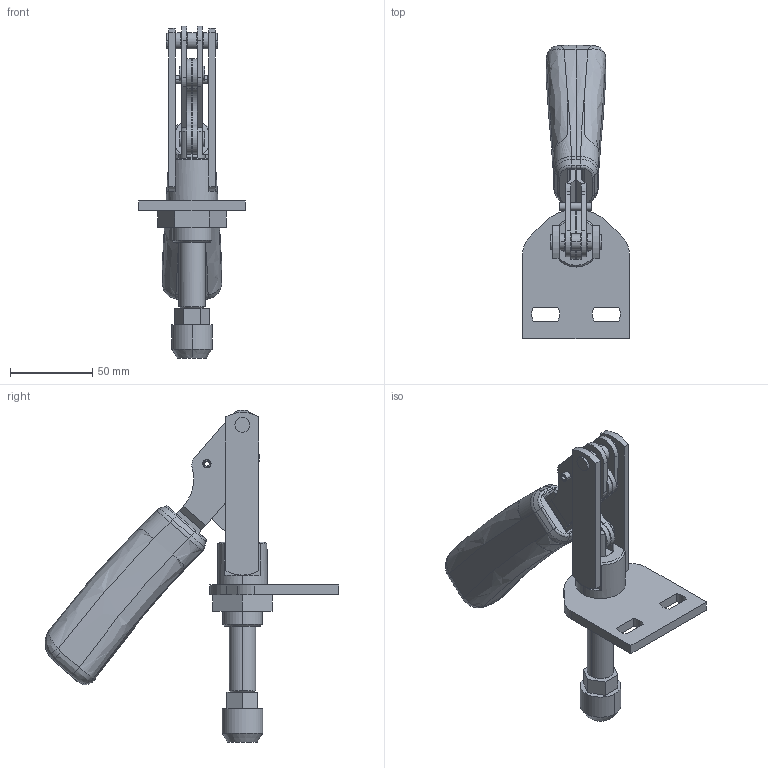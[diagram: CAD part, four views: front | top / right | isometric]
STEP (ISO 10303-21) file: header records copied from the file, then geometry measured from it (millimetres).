
FILE_DESCRIPTION (( 'STEP AP214' ), '1' );
FILE_NAME ('M60-5.STEP', '2023-08-26T07:07:52', ( '' ), ( '' ), 'SwSTEP 2.0', 'SolidWorks 2015', '' );
FILE_SCHEMA (( 'AUTOMOTIVE_DESIGN' ));
Length unit declared in the file: millimetre
Products named in the file (20): 841-5-16 percin; 841-5-3 lama_2; 841-5-8 kol; 841-5-17 percin; 841-5-13 halka; 841-5-7 kol; M60D-5; 841-5-6 somun; 841-5-18 percin; 841-5-4  baski ayi; 841-5-15 yarikli pim; 841-5-12 somun; 841-5-14 halka; 841-5-3 lama; 841-5-10 lastik; 5; 841-5-2 govde; 841-5-1 mil; M60-5; 841-5-9 civata
Assembly tree (21 placements, depth 2):
  M60-5
    841-5-2 govde
    841-5-1 mil
    841-5-3 lama
    841-5-3 lama_2
    841-5-4  baski ayi  x2
    841-5-7 kol
    841-5-8 kol
    841-5-13 halka
    841-5-14 halka  x2
    841-5-10 lastik
    841-5-15 yarikli pim
    841-5-9 civata
    841-5-12 somun
    841-5-6 somun
    841-5-16 percin
    841-5-17 percin
    841-5-18 percin
    5
    M60D-5
Bounding box: 65 x 178.8 x 202.09 mm (x, y, z)
Volume: 246310.7 mm3; surface area: 88896.1 mm2
Topology: 21 solids, 21 shells, 475 faces, 1167 edges, 755 vertices
Faces by surface type: plane 219, bspline 114, cylinder 112, cone 30
Entity records: 25703 total; most frequent: CARTESIAN_POINT 9936, ORIENTED_EDGE 2232, DIRECTION 1844, EDGE_CURVE 1116, VERTEX_POINT 725, AXIS2_PLACEMENT_3D 616, LINE 612, VECTOR 612
